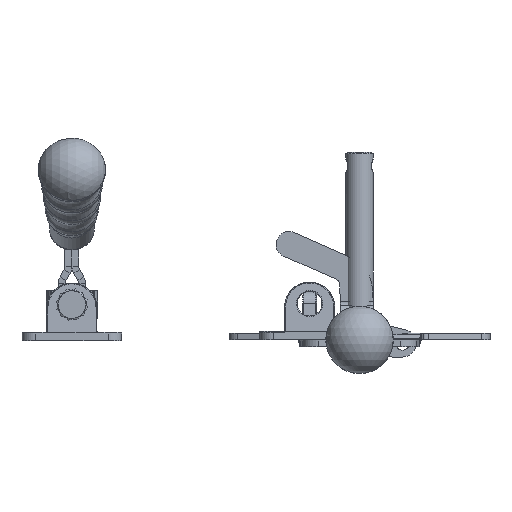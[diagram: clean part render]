
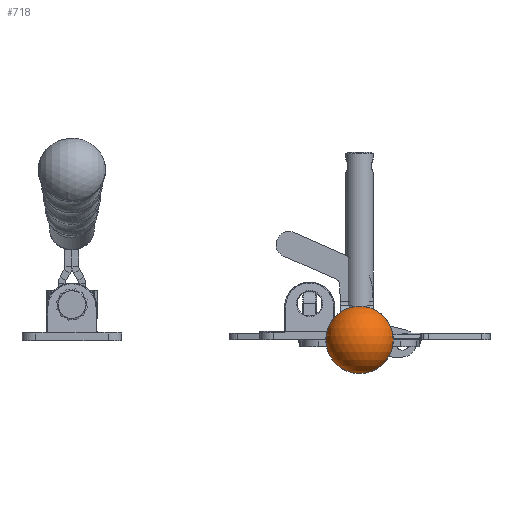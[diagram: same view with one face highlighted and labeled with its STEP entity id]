
A CAD part, left-side view. The second image highlights one B-rep face of the part: STEP entity #718.
In plain terms, the highlighted spherical face has radius 20 mm.
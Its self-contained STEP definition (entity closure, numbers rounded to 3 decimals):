
#718 = ADVANCED_FACE( '', ( #1769 ), #1770, .T. );
#1769 = FACE_OUTER_BOUND( '', #3432, .T. );
#1770 = SPHERICAL_SURFACE( '', #3433, 20. );
#3432 = EDGE_LOOP( '', ( #5829 ) );
#3433 = AXIS2_PLACEMENT_3D( '', #5830, #5831, #5832 );
#5829 = ORIENTED_EDGE( '', *, *, #8502, .F. );
#5830 = CARTESIAN_POINT( '', ( -139.096, 0., 0. ) );
#5831 = DIRECTION( '', ( 0., 0., -1. ) );
#5832 = DIRECTION( '', ( -0.22, -0.976, 0. ) );
#8502 = EDGE_CURVE( '', #9948, #9948, #9949, .T. );
#9948 = VERTEX_POINT( '', #11943 );
#9949 = CIRCLE( '', #11944, 19.512 );
#11943 = CARTESIAN_POINT( '', ( -143.488, 19.512, 0. ) );
#11944 = AXIS2_PLACEMENT_3D( '', #14160, #14161, #14162 );
#14160 = CARTESIAN_POINT( '', ( -143.488, 0., 0. ) );
#14161 = DIRECTION( '', ( 1., 0., 0. ) );
#14162 = DIRECTION( '', ( 0., 1., 0. ) );
